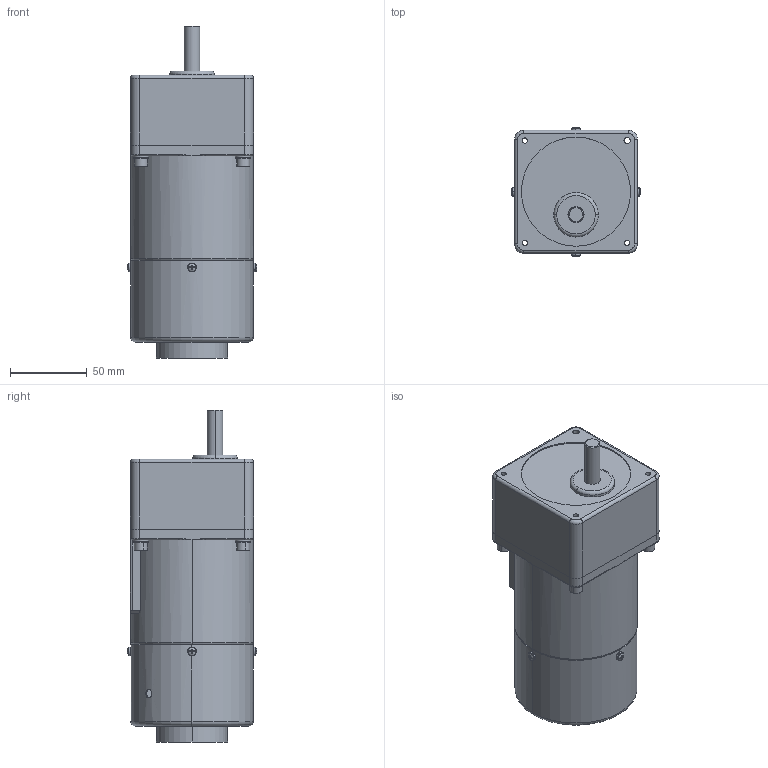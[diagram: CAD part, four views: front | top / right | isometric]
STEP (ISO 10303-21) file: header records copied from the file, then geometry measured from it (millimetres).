
FILE_DESCRIPTION (( 'STEP AP203' ), '1' );
FILE_NAME ('4RK25RGN-CM+眊极.STEP', '2022-08-25T03:02:15', ( '' ), ( 'Microsoft' ), 'SwSTEP 2.0', 'SolidWorks 2020', '' );
FILE_SCHEMA (( 'CONFIG_CONTROL_DESIGN' ));
Length unit declared in the file: millimetre
Products named in the file (1): 4RK25RGN-CM+眊极
Bounding box: 84.31 x 84.31 x 215.9 mm (x, y, z)
Surface area: 83368.6 mm2 (no closed solid volume)
Topology: 0 solids, 28 shells, 295 faces, 870 edges, 596 vertices
Faces by surface type: plane 114, cylinder 111, cone 28, torus 26, bspline 8, sphere 8
Entity records: 10892 total; most frequent: CARTESIAN_POINT 2916, DIRECTION 1792, ORIENTED_EDGE 1432, EDGE_CURVE 862, AXIS2_PLACEMENT_3D 732, VERTEX_POINT 596, CIRCLE 444, EDGE_LOOP 353
